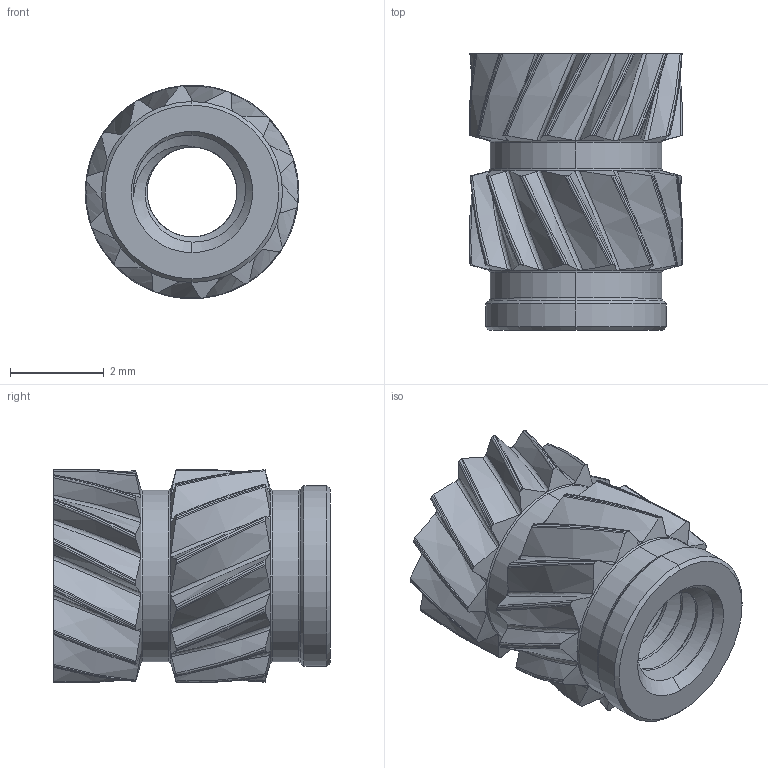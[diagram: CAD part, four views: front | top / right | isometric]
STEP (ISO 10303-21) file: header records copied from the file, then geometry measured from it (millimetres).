
FILE_DESCRIPTION (( 'STEP AP203' ), '1' );
FILE_NAME ('94459A439_Heat-Set Inserts for Plastic.STEP', '2023-03-15T20:46:35', ( 'Administrator' ), ( 'Managed by Terraform' ), 'SwSTEP 2.0', 'SolidWorks 2017', '' );
FILE_SCHEMA (( 'CONFIG_CONTROL_DESIGN' ));
Length unit declared in the file: millimetre
Products named in the file (1): 94459A439_Heat-Set Inserts for Plastic
Bounding box: 4.55 x 5.9 x 4.54 mm (x, y, z)
Volume: 50.4 mm3; surface area: 189.6 mm2
Topology: 1 solids, 1 shells, 233 faces, 682 edges, 451 vertices
Faces by surface type: bspline 143, cylinder 64, cone 16, torus 8, plane 2
Entity records: 18423 total; most frequent: CARTESIAN_POINT 13720, ORIENTED_EDGE 1364, EDGE_CURVE 682, DIRECTION 521, VERTEX_POINT 451, B_SPLINE_CURVE_WITH_KNOTS 302, EDGE_LOOP 235, FACE_OUTER_BOUND 233
